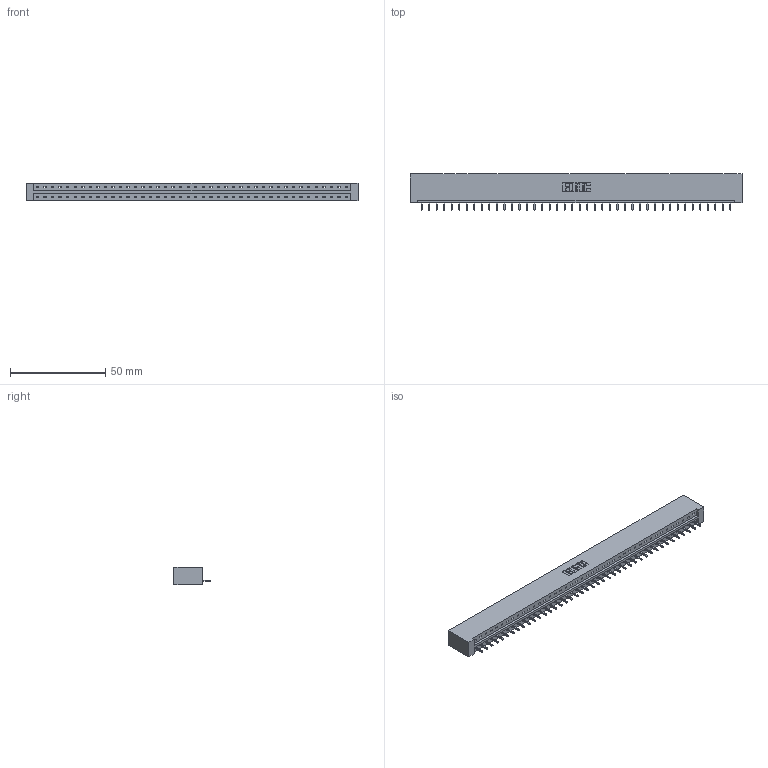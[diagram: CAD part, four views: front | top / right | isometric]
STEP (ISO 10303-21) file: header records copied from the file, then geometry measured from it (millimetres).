
FILE_DESCRIPTION (( 'STEP AP203' ), '1' );
FILE_NAME ('333-042-521-101.STEP', '2018-08-03T17:26:53', ( '' ), ( '' ), 'SwSTEP 2.0', 'SolidWorks 2016', '' );
FILE_SCHEMA (( 'CONFIG_CONTROL_DESIGN' ));
Length unit declared in the file: inch
Products named in the file (3): 333 Part_Lugless; 345-292-001_345-293-121; 333-042-521-101
Assembly tree (43 placements, depth 2):
  333-042-521-101
    333 Part_Lugless
    345-292-001_345-293-121  x42
Bounding box: 174.68 x 19.06 x 9.4 mm (x, y, z)
Volume: 18070.6 mm3; surface area: 19013 mm2
Topology: 43 solids, 43 shells, 2542 faces, 7679 edges, 5062 vertices
Faces by surface type: plane 1830, cylinder 712
Entity records: 25417 total; most frequent: CARTESIAN_POINT 4392, ORIENTED_EDGE 4370, DIRECTION 3697, EDGE_CURVE 2185, VECTOR 2065, LINE 2065, VERTEX_POINT 1454, AXIS2_PLACEMENT_3D 816
